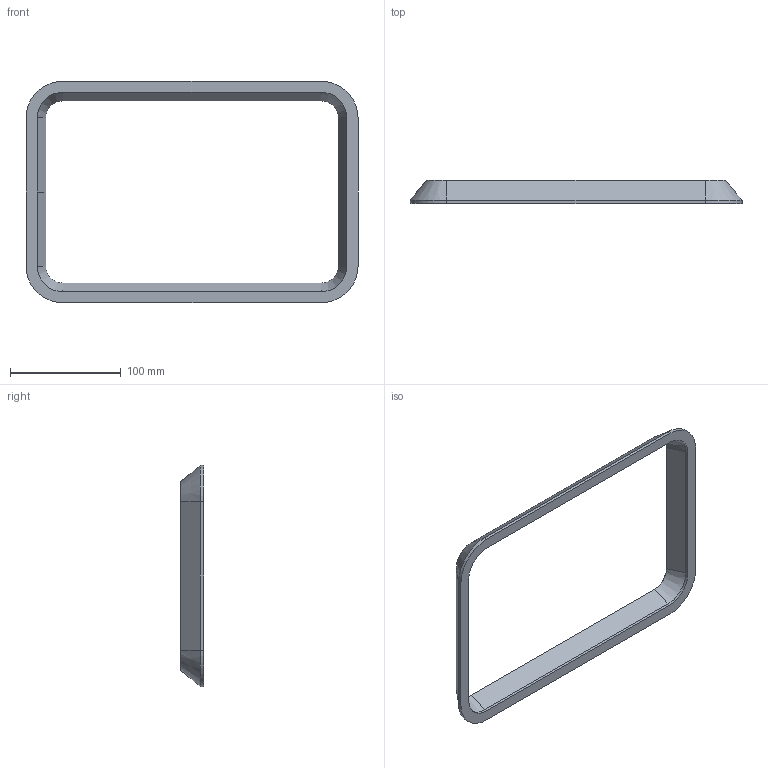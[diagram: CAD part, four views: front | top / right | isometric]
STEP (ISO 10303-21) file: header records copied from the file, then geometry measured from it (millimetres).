
FILE_DESCRIPTION (( 'STEP AP214' ), '1' );
FILE_NAME ('INGUN_107048.STEP', '2021-10-11T07:15:55', ( '' ), ( '' ), 'SwSTEP 2.0', 'SolidWorks 2018', '' );
FILE_SCHEMA (( 'AUTOMOTIVE_DESIGN' ));
Length unit declared in the file: millimetre
Products named in the file (1): INGUN_107048
Bounding box: 300 x 21 x 200 mm (x, y, z)
Volume: 133316.8 mm3; surface area: 53795.2 mm2
Topology: 1 solids, 1 shells, 50 faces, 107 edges, 58 vertices
Faces by surface type: plane 22, cylinder 12, cone 12, torus 4
Entity records: 1345 total; most frequent: DIRECTION 245, CARTESIAN_POINT 216, ORIENTED_EDGE 214, EDGE_CURVE 107, AXIS2_PLACEMENT_3D 87, LINE 71, VECTOR 71, VERTEX_POINT 58
